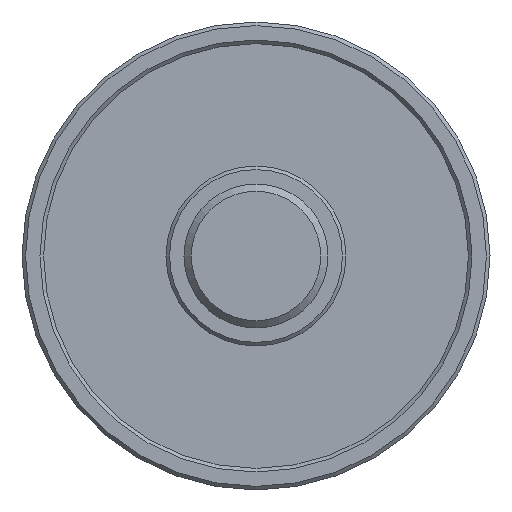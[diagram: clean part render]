
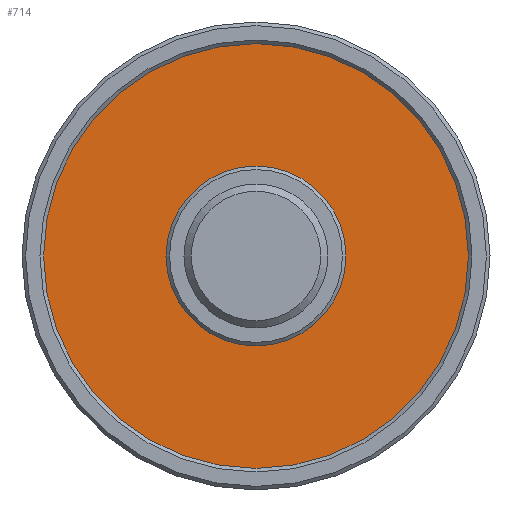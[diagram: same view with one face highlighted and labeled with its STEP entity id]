
A CAD part, left-side view. The second image highlights one B-rep face of the part: STEP entity #714.
In plain terms, the highlighted planar face has unit normal (-1, 0, 0).
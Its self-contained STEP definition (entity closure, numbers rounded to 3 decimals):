
#631=CARTESIAN_POINT('',(10.0,12.5,0.0));
#632=VERTEX_POINT('',#631);
#633=CARTESIAN_POINT('',(10.0,0.,0.0));
#634=DIRECTION('',(1.0,0.0,0.0));
#635=DIRECTION('',(0.0,1.0,0.0));
#636=AXIS2_PLACEMENT_3D('',#633,#634,#635);
#637=CIRCLE('',#636,12.5);
#638=EDGE_CURVE('',#632,#632,#637,.T.);
#695=CARTESIAN_POINT('',(10.0,21.0,0.0));
#696=DIRECTION('',(-1.0,0.0,0.0));
#697=DIRECTION('',(0.0,0.0,1.0));
#698=AXIS2_PLACEMENT_3D('',#695,#696,#697);
#699=PLANE('',#698);
#700=CARTESIAN_POINT('',(10.0,29.5,0.0));
#701=VERTEX_POINT('',#700);
#702=CARTESIAN_POINT('',(10.0,0.,0.0));
#703=DIRECTION('',(1.0,0.0,0.0));
#704=DIRECTION('',(0.0,1.0,0.0));
#705=AXIS2_PLACEMENT_3D('',#702,#703,#704);
#706=CIRCLE('',#705,29.5);
#707=EDGE_CURVE('',#701,#701,#706,.T.);
#708=ORIENTED_EDGE('',*,*,#707,.F.);
#709=EDGE_LOOP('',(#708));
#710=FACE_OUTER_BOUND('',#709,.T.);
#711=ORIENTED_EDGE('',*,*,#638,.T.);
#712=EDGE_LOOP('',(#711));
#713=FACE_BOUND('',#712,.T.);
#714=ADVANCED_FACE('',(#710,#713),#699,.T.);
